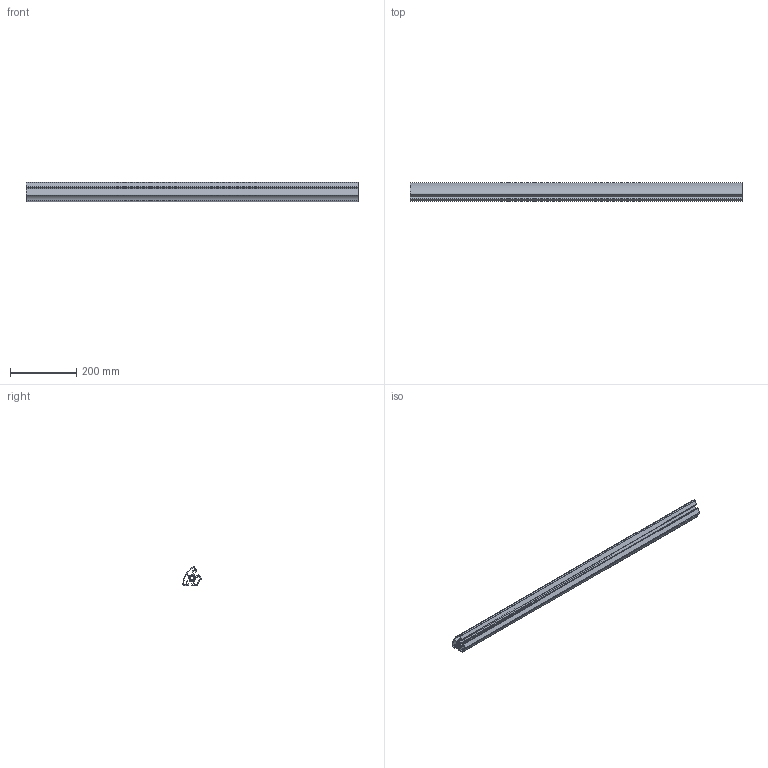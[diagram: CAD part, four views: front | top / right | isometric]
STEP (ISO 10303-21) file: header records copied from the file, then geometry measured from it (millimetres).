
FILE_DESCRIPTION(('STEP AP214'),'1');
FILE_NAME('cctmp_4BD540B4-B2B4-43F8-A053-CB8C32310464_2020_1_20_9_44_43_287..stp','2020-01-20T08:44:43',('Bosch Rexroth AG'),('CADClick - www.CADClick.com'),'Spatial InterOp 3D',' ','unknown authorization - (Healing Option Enabled)');
FILE_SCHEMA(('AUTOMOTIVE_DESIGN'));
Length unit declared in the file: millimetre
Products named in the file (1): 2020_01_20__09-44-43-287
Bounding box: 1000 x 55.17 x 57.29 mm (x, y, z)
Volume: 675943.9 mm3; surface area: 625373.2 mm2
Topology: 1 solids, 1 shells, 108 faces, 318 edges, 212 vertices
Faces by surface type: plane 76, cylinder 32
Entity records: 4490 total; most frequent: CARTESIAN_POINT 639, ORIENTED_EDGE 636, DIRECTION 600, EDGE_CURVE 318, LINE 254, VECTOR 254, VERTEX_POINT 212, AXIS2_PLACEMENT_3D 173
